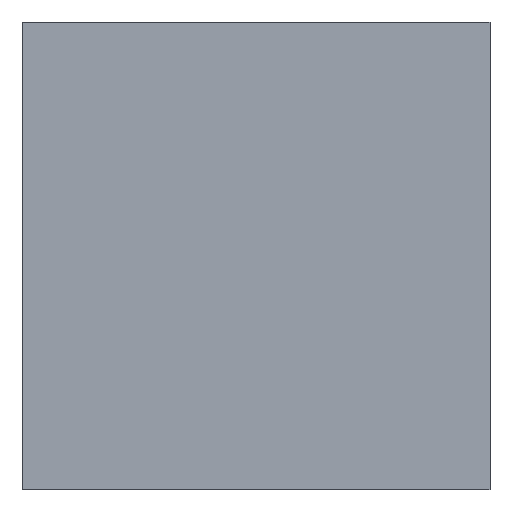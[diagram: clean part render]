
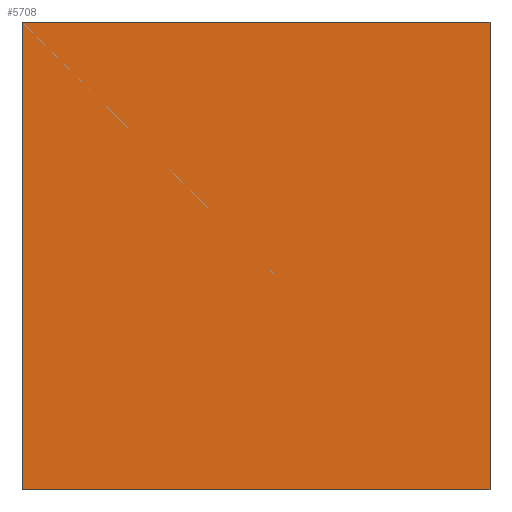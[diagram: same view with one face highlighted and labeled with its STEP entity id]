
A CAD part, front view. The second image highlights one B-rep face of the part: STEP entity #5708.
In plain terms, the highlighted planar face has unit normal (0, -1, 0).
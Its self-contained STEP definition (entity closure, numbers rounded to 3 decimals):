
#3 = LINE ( 'NONE', #2714, #3029 ) ;
#57 = DIRECTION ( 'NONE',  ( 1., 0., 0. ) ) ;
#223 = VECTOR ( 'NONE', #4677, 1000. ) ;
#503 = VECTOR ( 'NONE', #3589, 1000. ) ;
#1043 = VERTEX_POINT ( 'NONE', #1143 ) ;
#1071 = CARTESIAN_POINT ( 'NONE',  ( -100., -100., -100. ) ) ;
#1075 = DIRECTION ( 'NONE',  ( 0., 0., -1. ) ) ;
#1105 = AXIS2_PLACEMENT_3D ( 'NONE', #2953, #4745, #1075 ) ;
#1143 = CARTESIAN_POINT ( 'NONE',  ( 100., -100., 100. ) ) ;
#1170 = FACE_OUTER_BOUND ( 'NONE', #2570, .T. ) ;
#1196 = ORIENTED_EDGE ( 'NONE', *, *, #2370, .T. ) ;
#1394 = EDGE_CURVE ( 'NONE', #4924, #2548, #2885, .T. ) ;
#1747 = EDGE_CURVE ( 'NONE', #4924, #3510, #3, .T. ) ;
#1917 = EDGE_CURVE ( 'NONE', #2548, #1043, #2221, .T. ) ;
#1984 = CARTESIAN_POINT ( 'NONE',  ( -100., -100., 100. ) ) ;
#2190 = CARTESIAN_POINT ( 'NONE',  ( -100., -100., 100. ) ) ;
#2221 = LINE ( 'NONE', #2190, #503 ) ;
#2362 = LINE ( 'NONE', #5499, #3203 ) ;
#2370 = EDGE_CURVE ( 'NONE', #3510, #1043, #2362, .T. ) ;
#2388 = ORIENTED_EDGE ( 'NONE', *, *, #1747, .T. ) ;
#2548 = VERTEX_POINT ( 'NONE', #1984 ) ;
#2570 = EDGE_LOOP ( 'NONE', ( #1196, #5496, #5281, #2388 ) ) ;
#2714 = CARTESIAN_POINT ( 'NONE',  ( -100., -100., -100. ) ) ;
#2839 = CARTESIAN_POINT ( 'NONE',  ( -100., -100., -100. ) ) ;
#2885 = LINE ( 'NONE', #1071, #223 ) ;
#2953 = CARTESIAN_POINT ( 'NONE',  ( -100., -100., -100. ) ) ;
#3029 = VECTOR ( 'NONE', #57, 1000. ) ;
#3203 = VECTOR ( 'NONE', #5527, 1000. ) ;
#3425 = PLANE ( 'NONE',  #1105 ) ;
#3510 = VERTEX_POINT ( 'NONE', #5654 ) ;
#3589 = DIRECTION ( 'NONE',  ( 1., 0., 0. ) ) ;
#4677 = DIRECTION ( 'NONE',  ( 0., 0., 1. ) ) ;
#4745 = DIRECTION ( 'NONE',  ( 0., -1., 0. ) ) ;
#4924 = VERTEX_POINT ( 'NONE', #2839 ) ;
#5281 = ORIENTED_EDGE ( 'NONE', *, *, #1394, .F. ) ;
#5496 = ORIENTED_EDGE ( 'NONE', *, *, #1917, .F. ) ;
#5499 = CARTESIAN_POINT ( 'NONE',  ( 100., -100., -100. ) ) ;
#5527 = DIRECTION ( 'NONE',  ( 0., 0., 1. ) ) ;
#5654 = CARTESIAN_POINT ( 'NONE',  ( 100., -100., -100. ) ) ;
#5708 = ADVANCED_FACE ( 'NONE', ( #1170 ), #3425, .T. ) ;
